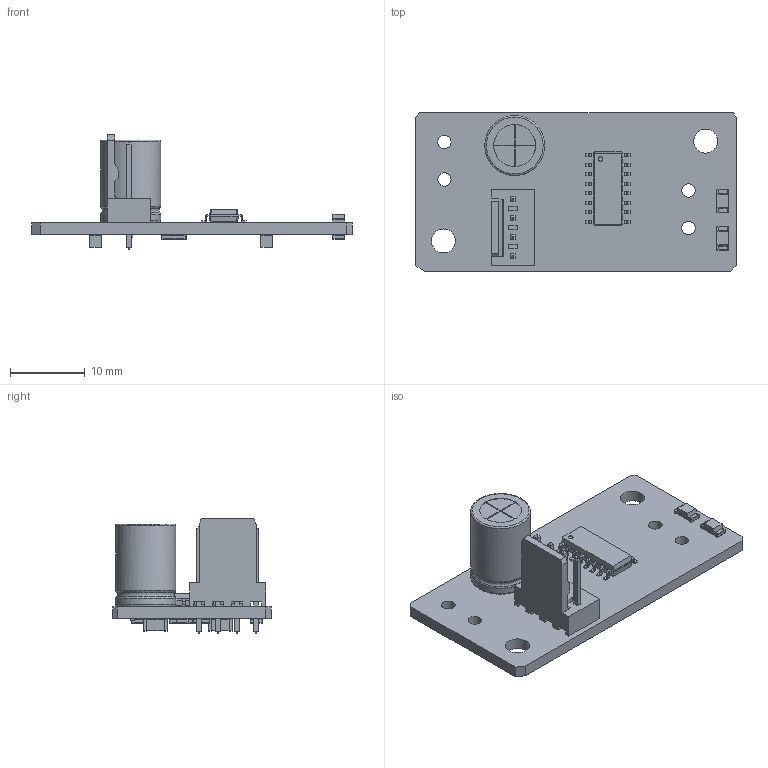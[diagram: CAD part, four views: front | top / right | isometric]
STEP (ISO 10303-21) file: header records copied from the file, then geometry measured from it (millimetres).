
FILE_DESCRIPTION(('KiCad electronic assembly'),'2;1');
FILE_NAME('BridgeElectrobot.step','2020-08-28T23:32:20',('An Author'),( 'A Company'),'Open CASCADE STEP processor 6.9', 'KiCad to STEP converter','Unknown');
FILE_SCHEMA(('AUTOMOTIVE_DESIGN { 1 0 10303 214 1 1 1 1 }'));
Length unit declared in the file: millimetre
Products named in the file (16): Open CASCADE STEP translator 6.9 1; AMASS_XT30UPB-F_1x02_P5.0mm_Vertical; AMASS_XT30UPB-M_1x02_P5.0mm_Vertical; C_Radial_D8.0mm_H11.5mm_P3.50mm; SOLID; C_1206_3216Metric; LED_1206_3216Metric; Molex_KK-254_AE-6410-04A_1x04_P2.54mm_Vertical; R_1206_3216Metric; SOIC-16_3.9x9.9mm_P1.27mm; COMPOUND
Assembly tree (22 placements, depth 3):
  Open CASCADE STEP translator 6.9 1
    AMASS_XT30UPB-F_1x02_P5.0mm_Vertical
    AMASS_XT30UPB-M_1x02_P5.0mm_Vertical
    C_Radial_D8.0mm_H11.5mm_P3.50mm
      SOLID
    C_1206_3216Metric  x2
      SOLID
    LED_1206_3216Metric  x2
      SOLID
    Molex_KK-254_AE-6410-04A_1x04_P2.54mm_Vertical
      SOLID
    R_1206_3216Metric  x6
      SOLID
    SOIC-16_3.9x9.9mm_P1.27mm
      SOLID
    COMPOUND
Bounding box: 42.8 x 21.21 x 15.26 mm (x, y, z)
Volume: 2291.3 mm3; surface area: 3357.5 mm2
Topology: 14 solids, 15 shells, 759 faces, 1966 edges, 1256 vertices
Faces by surface type: plane 541, cylinder 173, bspline 42, revolution 2, torus 1
Full cylindrical faces by diameter (mm): 0.6 x3, 0.8 x2, 1.2 x4, 1.8 x4, 3.2 x2, 5.6 x3, 8 x2
Entity records: 39517 total; most frequent: CARTESIAN_POINT 6953, DIRECTION 5315, LINE 3660, VECTOR 3660, ORIENTED_EDGE 2842, PCURVE 2842, DEFINITIONAL_REPRESENTATION 2842, EDGE_CURVE 1421
